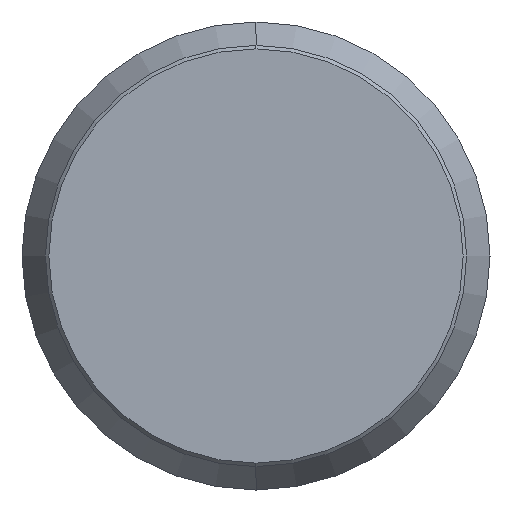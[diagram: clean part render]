
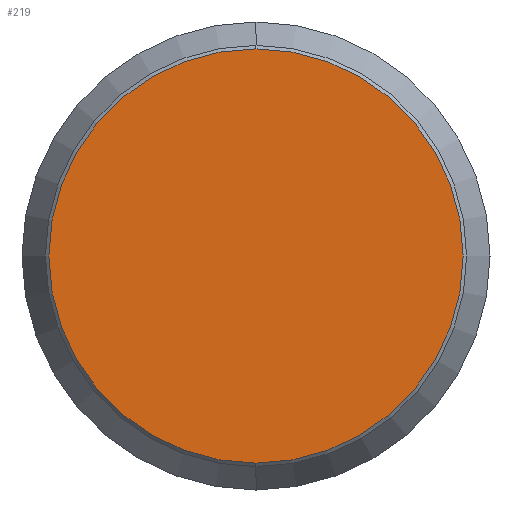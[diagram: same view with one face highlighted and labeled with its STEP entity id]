
A CAD part, left-side view. The second image highlights one B-rep face of the part: STEP entity #219.
In plain terms, the highlighted planar face has unit normal (-1, 0, 0).
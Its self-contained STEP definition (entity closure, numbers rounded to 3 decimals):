
#5 = ORIENTED_EDGE ( 'NONE', *, *, #21, .T. ) ;
#21 = EDGE_CURVE ( 'NONE', #204, #192, #201, .T. ) ;
#54 = DIRECTION ( 'NONE',  ( 0., 0., 1. ) ) ;
#55 = AXIS2_PLACEMENT_3D ( 'NONE', #555, #146, #222 ) ;
#139 = EDGE_LOOP ( 'NONE', ( #5, #379 ) ) ;
#146 = DIRECTION ( 'NONE',  ( -1., 0., 0. ) ) ;
#158 = CARTESIAN_POINT ( 'NONE',  ( 0., 0., 0. ) ) ;
#172 = AXIS2_PLACEMENT_3D ( 'NONE', #582, #274, #422 ) ;
#192 = VERTEX_POINT ( 'NONE', #347 ) ;
#201 = CIRCLE ( 'NONE', #534, 17.7 ) ;
#204 = VERTEX_POINT ( 'NONE', #413 ) ;
#215 = CIRCLE ( 'NONE', #55, 17.7 ) ;
#219 = ADVANCED_FACE ( 'NONE', ( #502 ), #574, .F. ) ;
#222 = DIRECTION ( 'NONE',  ( 0., 0., 1. ) ) ;
#274 = DIRECTION ( 'NONE',  ( 1., 0., 0. ) ) ;
#347 = CARTESIAN_POINT ( 'NONE',  ( 0., 0., 17.7 ) ) ;
#379 = ORIENTED_EDGE ( 'NONE', *, *, #588, .T. ) ;
#413 = CARTESIAN_POINT ( 'NONE',  ( 0., 0., -17.7 ) ) ;
#422 = DIRECTION ( 'NONE',  ( 0., 0., -1. ) ) ;
#502 = FACE_OUTER_BOUND ( 'NONE', #139, .T. ) ;
#534 = AXIS2_PLACEMENT_3D ( 'NONE', #158, #557, #54 ) ;
#555 = CARTESIAN_POINT ( 'NONE',  ( 0., 0., 0. ) ) ;
#557 = DIRECTION ( 'NONE',  ( -1., 0., 0. ) ) ;
#574 = PLANE ( 'NONE',  #172 ) ;
#582 = CARTESIAN_POINT ( 'NONE',  ( 0., 0., 0. ) ) ;
#588 = EDGE_CURVE ( 'NONE', #192, #204, #215, .T. ) ;
